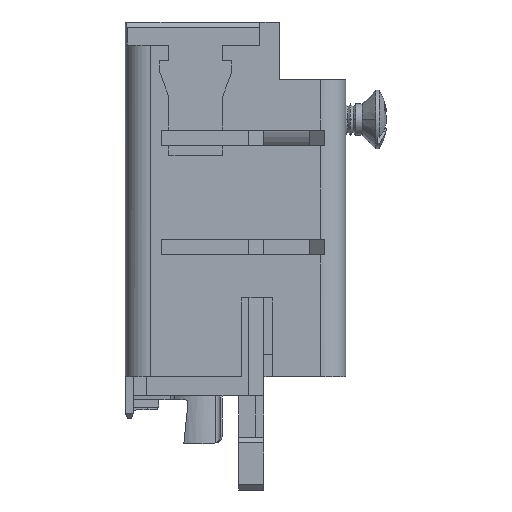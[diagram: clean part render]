
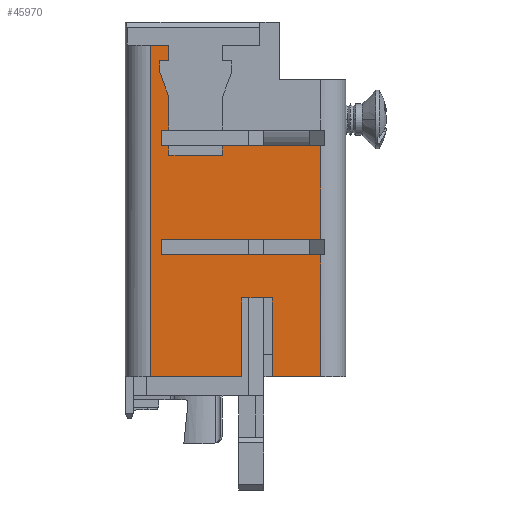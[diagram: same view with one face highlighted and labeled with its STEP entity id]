
A CAD part, left-side view. The second image highlights one B-rep face of the part: STEP entity #45970.
In plain terms, the highlighted face is planar.
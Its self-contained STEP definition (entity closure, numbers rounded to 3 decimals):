
#43060=CARTESIAN_POINT('',(118.639,95.532,5.7));
#43070=DIRECTION('',(0.,0.,-1.));
#43080=VECTOR('',#43070,1.);
#43090=LINE('',#43060,#43080);
#43270=CARTESIAN_POINT('',(118.639,95.532,33.7));
#43280=VERTEX_POINT('',#43270);
#43310=CARTESIAN_POINT('',(118.639,95.532,22.1));
#43320=VERTEX_POINT('',#43310);
#43330=EDGE_CURVE('',#43280,#43320,#43090,.T.);
#43570=CARTESIAN_POINT('',(118.639,95.532,20.6));
#43580=VERTEX_POINT('',#43570);
#43610=CARTESIAN_POINT('',(118.639,95.532,11.7));
#43620=VERTEX_POINT('',#43610);
#43630=EDGE_CURVE('',#43580,#43620,#43090,.T.);
#43910=CARTESIAN_POINT('',(103.439,95.532,22.1));
#43920=VERTEX_POINT('',#43910);
#43970=CARTESIAN_POINT('',(103.439,95.532,21.7));
#43980=DIRECTION('',(0.,0.,-1.));
#43990=VECTOR('',#43980,1.);
#44000=LINE('',#43970,#43990);
#44010=CARTESIAN_POINT('',(103.439,95.532,20.6));
#44020=VERTEX_POINT('',#44010);
#44030=EDGE_CURVE('',#43920,#44020,#44000,.T.);
#44290=CARTESIAN_POINT('',(112.339,95.532,
0.1));
#44300=DIRECTION('',(0.,1.,-0.));
#44310=DIRECTION('',(-1.,0.,0.));
#44320=AXIS2_PLACEMENT_3D('',#44290,#44300,#44310);
#44330=PLANE('',#44320);
#44340=ORIENTED_EDGE('',*,*,#43630,.T.);
#44350=CARTESIAN_POINT('',(173.393,95.532,20.6));
#44360=DIRECTION('',(-1.,0.,0.));
#44370=VECTOR('',#44360,1.);
#44380=LINE('',#44350,#44370);
#44390=EDGE_CURVE('',#43580,#44020,#44380,.T.);
#44400=ORIENTED_EDGE('',*,*,#44390,.F.);
#44410=ORIENTED_EDGE('',*,*,#44030,.T.);
#44420=CARTESIAN_POINT('',(173.393,95.532,22.1));
#44430=DIRECTION('',(1.,0.,0.));
#44440=VECTOR('',#44430,1.);
#44450=LINE('',#44420,#44440);
#44460=EDGE_CURVE('',#43920,#43320,#44450,.T.);
#44470=ORIENTED_EDGE('',*,*,#44460,.F.);
#44480=ORIENTED_EDGE('',*,*,#43330,.T.);
#44490=CARTESIAN_POINT('',(173.393,95.532,33.7));
#44500=DIRECTION('',(-1.,0.,0.));
#44510=VECTOR('',#44500,1.);
#44520=LINE('',#44490,#44510);
#44530=CARTESIAN_POINT('',(114.039,95.532,33.7));
#44540=VERTEX_POINT('',#44530);
#44550=EDGE_CURVE('',#43280,#44540,#44520,.T.);
#44560=ORIENTED_EDGE('',*,*,#44550,.F.);
#44570=CARTESIAN_POINT('',(114.039,95.532,21.7));
#44580=DIRECTION('',(0.,0.,-1.));
#44590=VECTOR('',#44580,1.);
#44600=LINE('',#44570,#44590);
#44610=CARTESIAN_POINT('',(114.039,95.532,26.2));
#44620=VERTEX_POINT('',#44610);
#44630=EDGE_CURVE('',#44540,#44620,#44600,.T.);
#44640=ORIENTED_EDGE('',*,*,#44630,.F.);
#44650=CARTESIAN_POINT('',(173.393,95.532,26.2));
#44660=DIRECTION('',(-1.,0.,0.));
#44670=VECTOR('',#44660,1.);
#44680=LINE('',#44650,#44670);
#44690=CARTESIAN_POINT('',(111.139,95.532,26.2));
#44700=VERTEX_POINT('',#44690);
#44710=EDGE_CURVE('',#44620,#44700,#44680,.T.);
#44720=ORIENTED_EDGE('',*,*,#44710,.F.);
#44730=CARTESIAN_POINT('',(111.139,95.532,21.7));
#44740=DIRECTION('',(0.,0.,1.));
#44750=VECTOR('',#44740,1.);
#44760=LINE('',#44730,#44750);
#44770=CARTESIAN_POINT('',(111.139,95.532,33.7));
#44780=VERTEX_POINT('',#44770);
#44790=EDGE_CURVE('',#44700,#44780,#44760,.T.);
#44800=ORIENTED_EDGE('',*,*,#44790,.F.);
#44810=CARTESIAN_POINT('',(173.393,95.532,33.7));
#44820=DIRECTION('',(1.,0.,0.));
#44830=VECTOR('',#44820,1.);
#44840=LINE('',#44810,#44830);
#44850=CARTESIAN_POINT('',(102.439,95.532,33.7));
#44860=VERTEX_POINT('',#44850);
#44870=EDGE_CURVE('',#44860,#44780,#44840,.T.);
#44880=ORIENTED_EDGE('',*,*,#44870,.T.);
#44890=CARTESIAN_POINT('',(102.439,95.532,
0.1));
#44900=DIRECTION('',(0.,0.,1.));
#44910=VECTOR('',#44900,1.);
#44920=LINE('',#44890,#44910);
#44930=CARTESIAN_POINT('',(102.439,95.532,2.1));
#44940=VERTEX_POINT('',#44930);
#44950=EDGE_CURVE('',#44940,#44860,#44920,.T.);
#44960=ORIENTED_EDGE('',*,*,#44950,.T.);
#44970=CARTESIAN_POINT('',(173.393,95.532,2.1));
#44980=DIRECTION('',(1.,0.,0.));
#44990=VECTOR('',#44980,1.);
#45000=LINE('',#44970,#44990);
#45010=CARTESIAN_POINT('',(104.189,95.532,2.1));
#45020=VERTEX_POINT('',#45010);
#45030=EDGE_CURVE('',#44940,#45020,#45000,.T.);
#45040=ORIENTED_EDGE('',*,*,#45030,.F.);
#45050=CARTESIAN_POINT('',(104.189,95.532,21.7));
#45060=DIRECTION('',(0.,0.,-1.));
#45070=VECTOR('',#45060,1.);
#45080=LINE('',#45050,#45070);
#45090=CARTESIAN_POINT('',(104.189,95.532,3.6));
#45100=VERTEX_POINT('',#45090);
#45110=EDGE_CURVE('',#45100,#45020,#45080,.T.);
#45120=ORIENTED_EDGE('',*,*,#45110,.T.);
#45130=CARTESIAN_POINT('',(173.393,95.532,3.6));
#45140=DIRECTION('',(1.,0.,0.));
#45150=VECTOR('',#45140,1.);
#45160=LINE('',#45130,#45150);
#45170=CARTESIAN_POINT('',(103.289,95.532,3.6));
#45180=VERTEX_POINT('',#45170);
#45190=EDGE_CURVE('',#45180,#45100,#45160,.T.);
#45200=ORIENTED_EDGE('',*,*,#45190,.T.);
#45210=CARTESIAN_POINT('',(103.289,95.532,21.7));
#45220=DIRECTION('',(0.,0.,-1.));
#45230=VECTOR('',#45220,1.);
#45240=LINE('',#45210,#45230);
#45250=CARTESIAN_POINT('',(103.289,95.532,
4.6));
#45260=VERTEX_POINT('',#45250);
#45270=EDGE_CURVE('',#45260,#45180,#45240,.T.);
#45280=ORIENTED_EDGE('',*,*,#45270,.T.);
#45290=CARTESIAN_POINT('',(109.513,95.532,21.7));
#45300=DIRECTION('',(-0.342,0.,-0.94));
#45310=VECTOR('',#45300,1.);
#45320=LINE('',#45290,#45310);
#45330=CARTESIAN_POINT('',(104.189,95.532,
7.073));
#45340=VERTEX_POINT('',#45330);
#45350=EDGE_CURVE('',#45340,#45260,#45320,.T.);
#45360=ORIENTED_EDGE('',*,*,#45350,.T.);
#45370=CARTESIAN_POINT('',(104.189,95.532,21.7));
#45380=DIRECTION('',(0.,0.,-1.));
#45390=VECTOR('',#45380,1.);
#45400=LINE('',#45370,#45390);
#45410=CARTESIAN_POINT('',(104.189,95.532,10.2));
#45420=VERTEX_POINT('',#45410);
#45430=EDGE_CURVE('',#45420,#45340,#45400,.T.);
#45440=ORIENTED_EDGE('',*,*,#45430,.T.);
#45450=CARTESIAN_POINT('',(173.393,95.532,10.2));
#45460=DIRECTION('',(-1.,0.,0.));
#45470=VECTOR('',#45460,1.);
#45480=LINE('',#45450,#45470);
#45490=CARTESIAN_POINT('',(103.439,95.532,10.2));
#45500=VERTEX_POINT('',#45490);
#45510=EDGE_CURVE('',#45420,#45500,#45480,.T.);
#45520=ORIENTED_EDGE('',*,*,#45510,.F.);
#45530=CARTESIAN_POINT('',(103.439,95.532,21.7));
#45540=DIRECTION('',(0.,0.,-1.));
#45550=VECTOR('',#45540,1.);
#45560=LINE('',#45530,#45550);
#45570=CARTESIAN_POINT('',(103.439,95.532,11.7));
#45580=VERTEX_POINT('',#45570);
#45590=EDGE_CURVE('',#45580,#45500,#45560,.T.);
#45600=ORIENTED_EDGE('',*,*,#45590,.T.);
#45610=CARTESIAN_POINT('',(173.393,95.532,11.7));
#45620=DIRECTION('',(1.,0.,0.));
#45630=VECTOR('',#45620,1.);
#45640=LINE('',#45610,#45630);
#45650=CARTESIAN_POINT('',(104.189,95.532,11.7));
#45660=VERTEX_POINT('',#45650);
#45670=EDGE_CURVE('',#45580,#45660,#45640,.T.);
#45680=ORIENTED_EDGE('',*,*,#45670,.F.);
#45690=CARTESIAN_POINT('',(104.189,95.532,12.6));
#45700=VERTEX_POINT('',#45690);
#45710=EDGE_CURVE('',#45700,#45660,#45400,.T.);
#45720=ORIENTED_EDGE('',*,*,#45710,.T.);
#45730=CARTESIAN_POINT('',(173.393,95.532,12.6));
#45740=DIRECTION('',(1.,0.,0.));
#45750=VECTOR('',#45740,1.);
#45760=LINE('',#45730,#45750);
#45770=CARTESIAN_POINT('',(109.289,95.532,12.6));
#45780=VERTEX_POINT('',#45770);
#45790=EDGE_CURVE('',#45700,#45780,#45760,.T.);
#45800=ORIENTED_EDGE('',*,*,#45790,.F.);
#45810=CARTESIAN_POINT('',(109.289,95.532,21.7));
#45820=DIRECTION('',(0.,0.,-1.));
#45830=VECTOR('',#45820,1.);
#45840=LINE('',#45810,#45830);
#45850=CARTESIAN_POINT('',(109.289,95.532,11.7));
#45860=VERTEX_POINT('',#45850);
#45870=EDGE_CURVE('',#45780,#45860,#45840,.T.);
#45880=ORIENTED_EDGE('',*,*,#45870,.F.);
#45890=CARTESIAN_POINT('',(173.393,95.532,11.7));
#45900=DIRECTION('',(1.,0.,0.));
#45910=VECTOR('',#45900,1.);
#45920=LINE('',#45890,#45910);
#45930=EDGE_CURVE('',#45860,#43620,#45920,.T.);
#45940=ORIENTED_EDGE('',*,*,#45930,.F.);
#45950=EDGE_LOOP('',(#45940,#45880,#45800,#45720,#45680,#45600,#45520,
#45440,#45360,#45280,#45200,#45120,#45040,#44960,#44880,#44800,#44720,
#44640,#44560,#44480,#44470,#44410,#44400,#44340));
#45960=FACE_OUTER_BOUND('',#45950,.T.);
#45970=ADVANCED_FACE('',(#45960),#44330,.T.);
